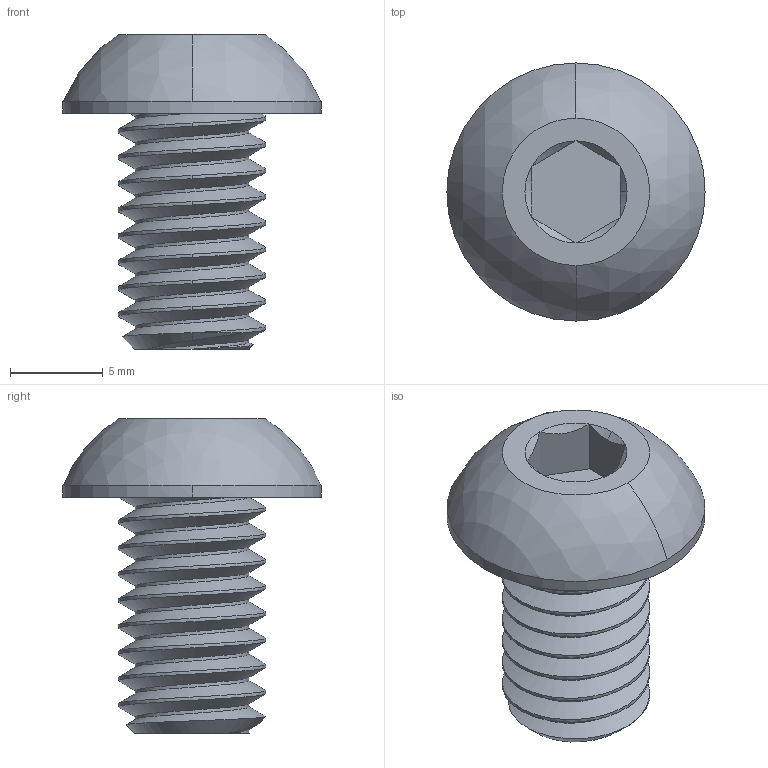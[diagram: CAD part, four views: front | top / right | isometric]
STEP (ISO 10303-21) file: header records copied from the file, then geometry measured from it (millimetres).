
FILE_DESCRIPTION (( 'STEP AP203' ), '1' );
FILE_NAME ('91255A578_Button Head Hex Drive Screw_91255A578_sldprt.STEP', '2023-01-20T01:34:37', ( '' ), ( '' ), 'SwSTEP 2.0', 'SolidWorks 2022', '' );
FILE_SCHEMA (( 'CONFIG_CONTROL_DESIGN' ));
Length unit declared in the file: inch
Products named in the file (1): 91255A578_Button Head Hex Drive Screw_91255A578_sldprt
Bounding box: 13.89 x 13.89 x 16.92 mm (x, y, z)
Volume: 904.9 mm3; surface area: 1037.1 mm2
Topology: 2 solids, 2 shells, 50 faces, 119 edges, 75 vertices
Faces by surface type: cylinder 19, plane 12, cone 10, bspline 7, sphere 2
Entity records: 4497 total; most frequent: CARTESIAN_POINT 3435, ORIENTED_EDGE 238, DIRECTION 167, EDGE_CURVE 119, VERTEX_POINT 75, AXIS2_PLACEMENT_3D 65, EDGE_LOOP 52, ADVANCED_FACE 50
